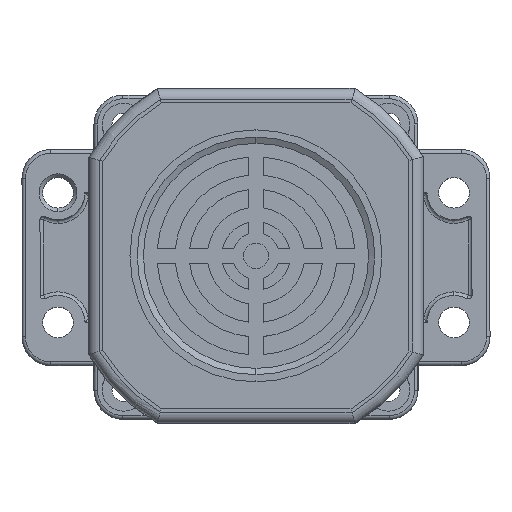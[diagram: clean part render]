
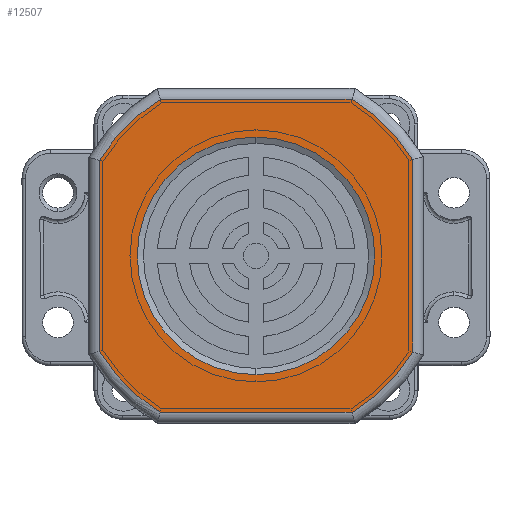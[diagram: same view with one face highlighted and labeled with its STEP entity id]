
A CAD part, top view. The second image highlights one B-rep face of the part: STEP entity #12507.
In plain terms, the highlighted face is planar.
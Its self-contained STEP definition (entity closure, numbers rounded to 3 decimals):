
#414 = EDGE_CURVE ( 'NONE', #4855, #29516, #11847, .T. ) ;
#503 = EDGE_CURVE ( 'NONE', #25860, #16025, #10431, .T. ) ;
#1134 = ORIENTED_EDGE ( 'NONE', *, *, #21944, .T. ) ;
#1232 = CARTESIAN_POINT ( 'NONE',  ( 0.05, 0., -43.5 ) ) ;
#1528 = CIRCLE ( 'NONE', #20684, 51. ) ;
#1682 = DIRECTION ( 'NONE',  ( 1., 0., 0. ) ) ;
#1977 = CARTESIAN_POINT ( 'NONE',  ( 0.05, 0., 0. ) ) ;
#2027 = DIRECTION ( 'NONE',  ( 0., 0., 1. ) ) ;
#2081 = EDGE_CURVE ( 'NONE', #24570, #7198, #25311, .T. ) ;
#2276 = DIRECTION ( 'NONE',  ( 0., -1., 0. ) ) ;
#3020 = CARTESIAN_POINT ( 'NONE',  ( -26.572, 0., -43.5 ) ) ;
#3164 = VERTEX_POINT ( 'NONE', #19565 ) ;
#3468 = ORIENTED_EDGE ( 'NONE', *, *, #414, .F. ) ;
#3699 = VERTEX_POINT ( 'NONE', #27115 ) ;
#4280 = DIRECTION ( 'NONE',  ( 0., 0., 1. ) ) ;
#4460 = VECTOR ( 'NONE', #1682, 1000. ) ;
#4855 = VERTEX_POINT ( 'NONE', #18324 ) ;
#4911 = VECTOR ( 'NONE', #19162, 1000. ) ;
#4991 = AXIS2_PLACEMENT_3D ( 'NONE', #15849, #2276, #18105 ) ;
#5055 = CARTESIAN_POINT ( 'NONE',  ( 0.05, 0., 0. ) ) ;
#5364 = CARTESIAN_POINT ( 'NONE',  ( 0.05, 0., 0. ) ) ;
#5579 = AXIS2_PLACEMENT_3D ( 'NONE', #20092, #15593, #2027 ) ;
#5626 = VECTOR ( 'NONE', #27539, 1000. ) ;
#7198 = VERTEX_POINT ( 'NONE', #23966 ) ;
#7249 = DIRECTION ( 'NONE',  ( 0., -1., 0. ) ) ;
#7327 = DIRECTION ( 'NONE',  ( 0., 0., 1. ) ) ;
#7586 = VERTEX_POINT ( 'NONE', #11671 ) ;
#7600 = EDGE_CURVE ( 'NONE', #29516, #4855, #19977, .T. ) ;
#7636 = DIRECTION ( 'NONE',  ( 0., 0., 1. ) ) ;
#8345 = CIRCLE ( 'NONE', #4991, 51. ) ;
#9024 = CARTESIAN_POINT ( 'NONE',  ( 43.5, 0., -26.705 ) ) ;
#9205 = CARTESIAN_POINT ( 'NONE',  ( 0., 0., 0. ) ) ;
#9223 = DIRECTION ( 'NONE',  ( 0., -1., 0. ) ) ;
#9302 = DIRECTION ( 'NONE',  ( 0., 0., -1. ) ) ;
#9510 = ORIENTED_EDGE ( 'NONE', *, *, #7600, .F. ) ;
#9884 = CARTESIAN_POINT ( 'NONE',  ( -43.5, 0., 26.54 ) ) ;
#9928 = ORIENTED_EDGE ( 'NONE', *, *, #2081, .T. ) ;
#10431 = LINE ( 'NONE', #1232, #4460 ) ;
#11018 = PLANE ( 'NONE',  #5579 ) ;
#11525 = EDGE_LOOP ( 'NONE', ( #9510, #3468 ) ) ;
#11671 = CARTESIAN_POINT ( 'NONE',  ( 26.673, 0., 43.5 ) ) ;
#11847 = CIRCLE ( 'NONE', #14833, 33. ) ;
#12171 = CARTESIAN_POINT ( 'NONE',  ( 0., 0., -33. ) ) ;
#12507 = ADVANCED_FACE ( 'NONE', ( #13904, #26196 ), #11018, .F. ) ;
#13904 = FACE_OUTER_BOUND ( 'NONE', #14334, .T. ) ;
#14279 = ORIENTED_EDGE ( 'NONE', *, *, #503, .T. ) ;
#14334 = EDGE_LOOP ( 'NONE', ( #24495, #1134, #14279, #17436, #9928, #28362, #17531, #19304 ) ) ;
#14345 = CARTESIAN_POINT ( 'NONE',  ( 43.5, 0., 0. ) ) ;
#14433 = CIRCLE ( 'NONE', #28044, 51. ) ;
#14468 = VERTEX_POINT ( 'NONE', #9884 ) ;
#14833 = AXIS2_PLACEMENT_3D ( 'NONE', #9205, #9223, #9302 ) ;
#15593 = DIRECTION ( 'NONE',  ( 0., 1., 0. ) ) ;
#15849 = CARTESIAN_POINT ( 'NONE',  ( 0.05, 0., 0. ) ) ;
#16025 = VERTEX_POINT ( 'NONE', #28666 ) ;
#16876 = CARTESIAN_POINT ( 'NONE',  ( -43.5, 0., 0. ) ) ;
#16922 = LINE ( 'NONE', #16876, #4911 ) ;
#17251 = EDGE_CURVE ( 'NONE', #14468, #3699, #16922, .T. ) ;
#17436 = ORIENTED_EDGE ( 'NONE', *, *, #28703, .T. ) ;
#17531 = ORIENTED_EDGE ( 'NONE', *, *, #28133, .T. ) ;
#17802 = DIRECTION ( 'NONE',  ( 0., -1., 0. ) ) ;
#18105 = DIRECTION ( 'NONE',  ( 0., 0., 1. ) ) ;
#18324 = CARTESIAN_POINT ( 'NONE',  ( 0., 0., 33. ) ) ;
#18769 = EDGE_CURVE ( 'NONE', #3164, #14468, #8345, .T. ) ;
#19162 = DIRECTION ( 'NONE',  ( 0., 0., -1. ) ) ;
#19304 = ORIENTED_EDGE ( 'NONE', *, *, #18769, .T. ) ;
#19565 = CARTESIAN_POINT ( 'NONE',  ( -26.572, 0., 43.5 ) ) ;
#19977 = CIRCLE ( 'NONE', #26701, 33. ) ;
#20092 = CARTESIAN_POINT ( 'NONE',  ( 0.05, 0., 0. ) ) ;
#20684 = AXIS2_PLACEMENT_3D ( 'NONE', #5364, #21301, #7636 ) ;
#20884 = CARTESIAN_POINT ( 'NONE',  ( 0., 0., 0. ) ) ;
#20960 = DIRECTION ( 'NONE',  ( 0., -1., 0. ) ) ;
#21301 = DIRECTION ( 'NONE',  ( 0., -1., 0. ) ) ;
#21356 = CIRCLE ( 'NONE', #23348, 51. ) ;
#21944 = EDGE_CURVE ( 'NONE', #3699, #25860, #1528, .T. ) ;
#23252 = DIRECTION ( 'NONE',  ( 0., 0., -1. ) ) ;
#23348 = AXIS2_PLACEMENT_3D ( 'NONE', #5055, #20960, #7327 ) ;
#23873 = LINE ( 'NONE', #25260, #5626 ) ;
#23966 = CARTESIAN_POINT ( 'NONE',  ( 43.5, 0., 26.705 ) ) ;
#24495 = ORIENTED_EDGE ( 'NONE', *, *, #17251, .T. ) ;
#24570 = VERTEX_POINT ( 'NONE', #9024 ) ;
#24573 = VECTOR ( 'NONE', #28157, 1000. ) ;
#25260 = CARTESIAN_POINT ( 'NONE',  ( 0.05, 0., 43.5 ) ) ;
#25311 = LINE ( 'NONE', #14345, #24573 ) ;
#25860 = VERTEX_POINT ( 'NONE', #3020 ) ;
#26196 = FACE_BOUND ( 'NONE', #11525, .T. ) ;
#26610 = EDGE_CURVE ( 'NONE', #7198, #7586, #21356, .T. ) ;
#26701 = AXIS2_PLACEMENT_3D ( 'NONE', #20884, #7249, #23252 ) ;
#27115 = CARTESIAN_POINT ( 'NONE',  ( -43.5, 0., -26.54 ) ) ;
#27539 = DIRECTION ( 'NONE',  ( -1., 0., 0. ) ) ;
#28044 = AXIS2_PLACEMENT_3D ( 'NONE', #1977, #17802, #4280 ) ;
#28133 = EDGE_CURVE ( 'NONE', #7586, #3164, #23873, .T. ) ;
#28157 = DIRECTION ( 'NONE',  ( 0., 0., 1. ) ) ;
#28362 = ORIENTED_EDGE ( 'NONE', *, *, #26610, .T. ) ;
#28666 = CARTESIAN_POINT ( 'NONE',  ( 26.673, 0., -43.5 ) ) ;
#28703 = EDGE_CURVE ( 'NONE', #16025, #24570, #14433, .T. ) ;
#29516 = VERTEX_POINT ( 'NONE', #12171 ) ;
